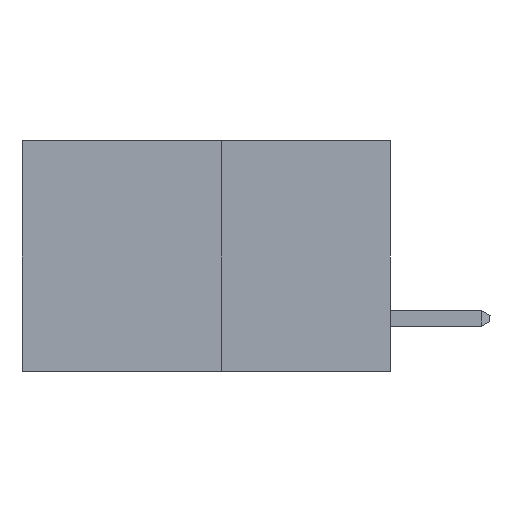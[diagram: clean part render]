
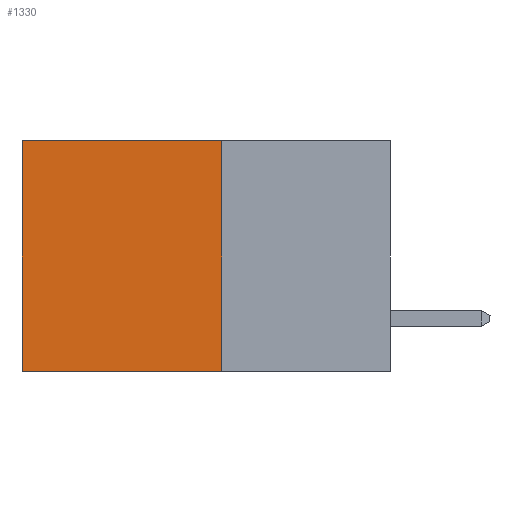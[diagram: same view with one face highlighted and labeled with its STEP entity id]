
A CAD part, left-side view. The second image highlights one B-rep face of the part: STEP entity #1330.
In plain terms, the highlighted planar face has unit normal (-1, 0, 0).
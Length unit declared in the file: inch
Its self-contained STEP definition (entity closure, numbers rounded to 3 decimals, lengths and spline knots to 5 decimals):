
#24 = EDGE_CURVE ( 'NONE', #1714, #7557, #5487, .T. ) ;
#193 = EDGE_CURVE ( 'NONE', #4397, #485, #7104, .T. ) ;
#323 = CARTESIAN_POINT ( 'NONE',  ( 0.277, 0.59, -0.37 ) ) ;
#485 = VERTEX_POINT ( 'NONE', #1745 ) ;
#492 = LINE ( 'NONE', #3403, #856 ) ;
#722 = EDGE_CURVE ( 'NONE', #4397, #1714, #492, .T. ) ;
#856 = VECTOR ( 'NONE', #8001, 39.37008 ) ;
#1193 = FACE_OUTER_BOUND ( 'NONE', #1607, .T. ) ;
#1330 = ADVANCED_FACE ( 'NONE', ( #1193 ), #8999, .F. ) ;
#1607 = EDGE_LOOP ( 'NONE', ( #3818, #8645, #2921, #7570 ) ) ;
#1714 = VERTEX_POINT ( 'NONE', #12675 ) ;
#1745 = CARTESIAN_POINT ( 'NONE',  ( 0.277, 0.27, -0.37 ) ) ;
#2081 = DIRECTION ( 'NONE',  ( 0., 1., 0. ) ) ;
#2463 = VECTOR ( 'NONE', #7856, 39.37008 ) ;
#2845 = CARTESIAN_POINT ( 'NONE',  ( 0.277, 0.27, -0.37 ) ) ;
#2921 = ORIENTED_EDGE ( 'NONE', *, *, #193, .F. ) ;
#3251 = DIRECTION ( 'NONE',  ( 0., 0., -1. ) ) ;
#3403 = CARTESIAN_POINT ( 'NONE',  ( 0.277, 0.27, 0. ) ) ;
#3654 = CARTESIAN_POINT ( 'NONE',  ( 0.277, 0.27, -0.37 ) ) ;
#3690 = DIRECTION ( 'NONE',  ( 1., 0., 0. ) ) ;
#3818 = ORIENTED_EDGE ( 'NONE', *, *, #24, .T. ) ;
#4276 = VECTOR ( 'NONE', #7394, 39.37008 ) ;
#4397 = VERTEX_POINT ( 'NONE', #9345 ) ;
#4601 = VECTOR ( 'NONE', #2081, 39.37008 ) ;
#4941 = EDGE_CURVE ( 'NONE', #485, #7557, #4955, .T. ) ;
#4955 = LINE ( 'NONE', #2845, #4601 ) ;
#5487 = LINE ( 'NONE', #323, #2463 ) ;
#6018 = CARTESIAN_POINT ( 'NONE',  ( 0.277, 0.27, -0.37 ) ) ;
#7104 = LINE ( 'NONE', #6018, #4276 ) ;
#7394 = DIRECTION ( 'NONE',  ( 0., 0., -1. ) ) ;
#7557 = VERTEX_POINT ( 'NONE', #13135 ) ;
#7570 = ORIENTED_EDGE ( 'NONE', *, *, #722, .T. ) ;
#7856 = DIRECTION ( 'NONE',  ( 0., 0., -1. ) ) ;
#8001 = DIRECTION ( 'NONE',  ( 0., 1., 0. ) ) ;
#8645 = ORIENTED_EDGE ( 'NONE', *, *, #4941, .F. ) ;
#8999 = PLANE ( 'NONE',  #13509 ) ;
#9345 = CARTESIAN_POINT ( 'NONE',  ( 0.277, 0.27, 0. ) ) ;
#12675 = CARTESIAN_POINT ( 'NONE',  ( 0.277, 0.59, 0. ) ) ;
#13135 = CARTESIAN_POINT ( 'NONE',  ( 0.277, 0.59, -0.37 ) ) ;
#13509 = AXIS2_PLACEMENT_3D ( 'NONE', #3654, #3690, #3251 ) ;
